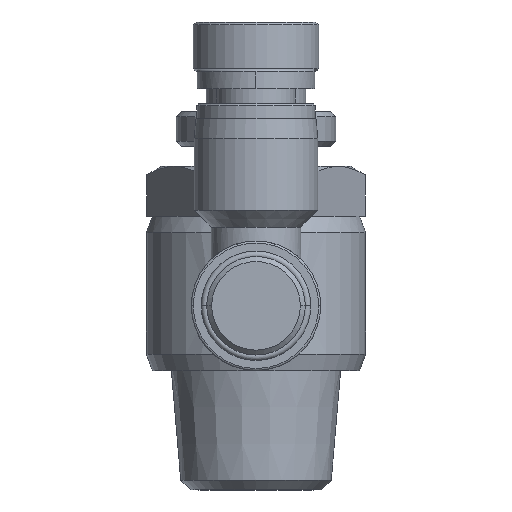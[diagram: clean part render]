
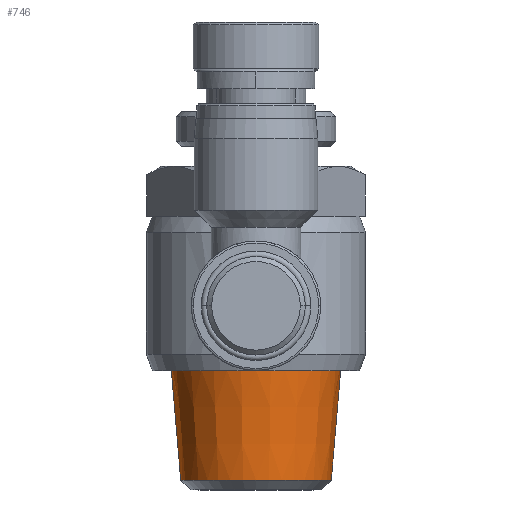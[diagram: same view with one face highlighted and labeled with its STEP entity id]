
A CAD part, left-side view. The second image highlights one B-rep face of the part: STEP entity #746.
In plain terms, the highlighted conical face has half-angle 4.882 degrees and reference radius 7.987 mm.
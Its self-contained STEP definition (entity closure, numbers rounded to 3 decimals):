
#705=CARTESIAN_POINT('',(49.477,27.973,22.577));
#706=DIRECTION('',(-1.0,0.,0.));
#707=DIRECTION('',(0.0,1.0,0.0));
#708=AXIS2_PLACEMENT_3D('',#705,#706,#707);
#709=CONICAL_SURFACE('',#708,7.988,4.882);
#710=CARTESIAN_POINT('',(54.481,35.533,22.577));
#711=VERTEX_POINT('',#710);
#712=CARTESIAN_POINT('',(43.477,36.473,22.577));
#713=VERTEX_POINT('',#712);
#714=CARTESIAN_POINT('',(54.481,35.533,22.577));
#715=DIRECTION('',(-0.996,0.085,0.));
#716=VECTOR('',#715,11.044);
#717=LINE('',#714,#716);
#718=EDGE_CURVE('',#711,#713,#717,.T.);
#719=ORIENTED_EDGE('',*,*,#718,.F.);
#720=CARTESIAN_POINT('',(54.481,20.413,22.577));
#721=VERTEX_POINT('',#720);
#722=CARTESIAN_POINT('',(54.481,27.973,22.577));
#723=DIRECTION('',(1.0,0.0,0.0));
#724=DIRECTION('',(0.0,-1.0,0.0));
#725=AXIS2_PLACEMENT_3D('',#722,#723,#724);
#726=CIRCLE('',#725,7.56);
#727=EDGE_CURVE('',#721,#711,#726,.T.);
#728=ORIENTED_EDGE('',*,*,#727,.F.);
#729=CARTESIAN_POINT('',(43.477,19.473,22.577));
#730=VERTEX_POINT('',#729);
#731=CARTESIAN_POINT('',(54.481,20.413,22.577));
#732=DIRECTION('',(-0.996,-0.085,0.));
#733=VECTOR('',#732,11.044);
#734=LINE('',#731,#733);
#735=EDGE_CURVE('',#721,#730,#734,.T.);
#736=ORIENTED_EDGE('',*,*,#735,.T.);
#737=CARTESIAN_POINT('',(43.477,27.973,22.577));
#738=DIRECTION('',(-1.0,0.0,0.0));
#739=DIRECTION('',(0.0,1.0,0.0));
#740=AXIS2_PLACEMENT_3D('',#737,#738,#739);
#741=CIRCLE('',#740,8.5);
#742=EDGE_CURVE('',#713,#730,#741,.T.);
#743=ORIENTED_EDGE('',*,*,#742,.F.);
#744=EDGE_LOOP('',(#719,#728,#736,#743));
#745=FACE_OUTER_BOUND('',#744,.T.);
#746=ADVANCED_FACE('',(#745),#709,.T.);
